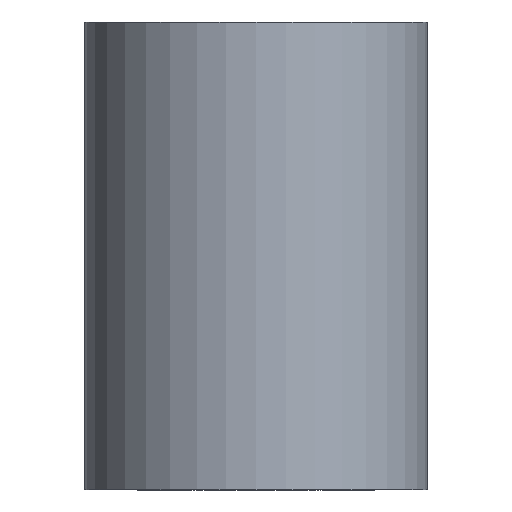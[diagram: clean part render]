
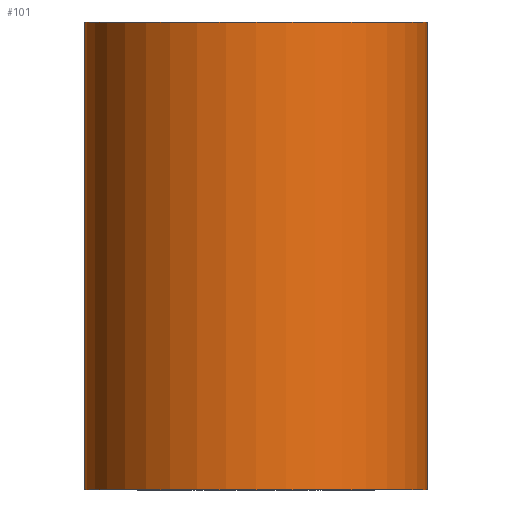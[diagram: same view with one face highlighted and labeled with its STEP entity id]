
A CAD part, front view. The second image highlights one B-rep face of the part: STEP entity #101.
In plain terms, the highlighted cylindrical face has radius 3.3 mm (diameter 6.6 mm), a full revolution.
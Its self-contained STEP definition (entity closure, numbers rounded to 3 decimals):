
#26=FACE_OUTER_BOUND('',#33,.T.);
#33=EDGE_LOOP('',(#76,#77,#78,#79));
#43=LINE('',#182,#47);
#47=VECTOR('',#146,3.3);
#51=CIRCLE('',#124,3.3);
#52=CIRCLE('',#125,3.3);
#58=VERTEX_POINT('',#179);
#59=VERTEX_POINT('',#181);
#65=EDGE_CURVE('',#58,#58,#51,.T.);
#66=EDGE_CURVE('',#58,#59,#43,.T.);
#67=EDGE_CURVE('',#59,#59,#52,.T.);
#76=ORIENTED_EDGE('',*,*,#65,.F.);
#77=ORIENTED_EDGE('',*,*,#66,.T.);
#78=ORIENTED_EDGE('',*,*,#67,.T.);
#79=ORIENTED_EDGE('',*,*,#66,.F.);
#98=CYLINDRICAL_SURFACE('',#123,3.3);
#101=ADVANCED_FACE('',(#26),#98,.T.);
#123=AXIS2_PLACEMENT_3D('',#178,#142,#143);
#124=AXIS2_PLACEMENT_3D('',#180,#144,#145);
#125=AXIS2_PLACEMENT_3D('',#183,#147,#148);
#142=DIRECTION('center_axis',(0.,0.,-1.));
#143=DIRECTION('ref_axis',(0.,1.,0.));
#144=DIRECTION('center_axis',(0.,0.,-1.));
#145=DIRECTION('ref_axis',(1.,0.,0.));
#146=DIRECTION('',(0.,0.,1.));
#147=DIRECTION('center_axis',(0.,0.,-1.));
#148=DIRECTION('ref_axis',(1.,0.,0.));
#178=CARTESIAN_POINT('Origin',(0.,17.,4.5));
#179=CARTESIAN_POINT('',(0.,13.7,0.));
#180=CARTESIAN_POINT('Origin',(0.,17.,0.));
#181=CARTESIAN_POINT('',(0.,13.7,9.));
#182=CARTESIAN_POINT('',(0.,13.7,4.5));
#183=CARTESIAN_POINT('Origin',(0.,17.,9.));
